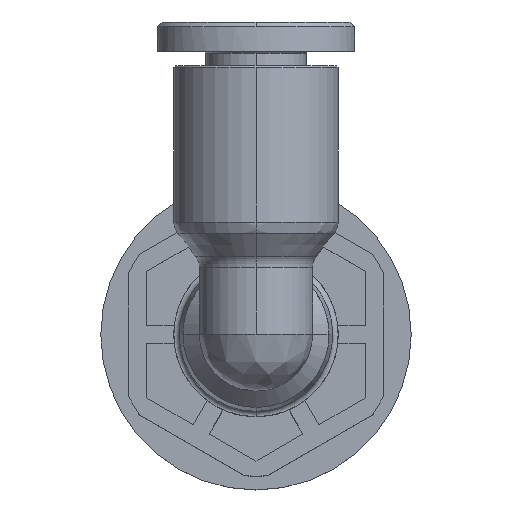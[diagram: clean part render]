
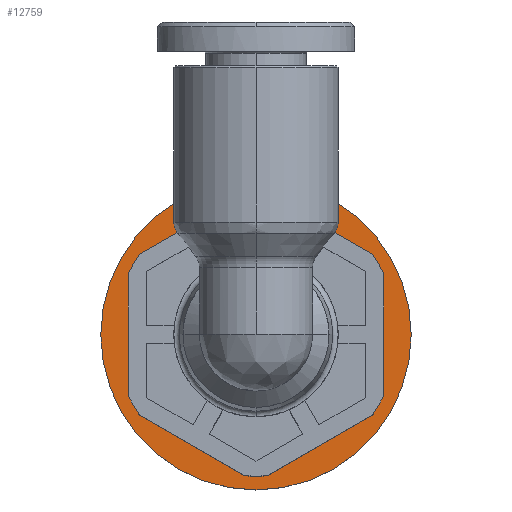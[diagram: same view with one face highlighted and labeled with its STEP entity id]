
A CAD part, top view. The second image highlights one B-rep face of the part: STEP entity #12759.
In plain terms, the highlighted planar face has unit normal (0, 0, 1).
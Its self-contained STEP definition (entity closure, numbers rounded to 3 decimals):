
#63 = ORIENTED_EDGE ( 'NONE', *, *, #18738, .F. ) ;
#367 = CARTESIAN_POINT ( 'NONE',  ( -3.326, -7., 3.3 ) ) ;
#387 = EDGE_CURVE ( 'NONE', #15248, #9643, #1668, .T. ) ;
#888 = AXIS2_PLACEMENT_3D ( 'NONE', #27717, #13245, #25384 ) ;
#1668 = LINE ( 'NONE', #27195, #2425 ) ;
#1734 = CARTESIAN_POINT ( 'NONE',  ( 4.399, 6.38, 3.3 ) ) ;
#2295 = CARTESIAN_POINT ( 'NONE',  ( 7.725, -0.62, 3.3 ) ) ;
#2399 = VERTEX_POINT ( 'NONE', #4779 ) ;
#2425 = VECTOR ( 'NONE', #19879, 1000. ) ;
#2844 = AXIS2_PLACEMENT_3D ( 'NONE', #10154, #14650, #7644 ) ;
#2919 = DIRECTION ( 'NONE',  ( 0., 0., -1. ) ) ;
#3092 = ORIENTED_EDGE ( 'NONE', *, *, #18882, .F. ) ;
#3630 = CARTESIAN_POINT ( 'NONE',  ( 0., 0., 3.3 ) ) ;
#3650 = LINE ( 'NONE', #4175, #28548 ) ;
#3829 = ORIENTED_EDGE ( 'NONE', *, *, #16227, .T. ) ;
#3880 = VERTEX_POINT ( 'NONE', #11033 ) ;
#4167 = DIRECTION ( 'NONE',  ( 0., 0., 1. ) ) ;
#4175 = CARTESIAN_POINT ( 'NONE',  ( -8.25, -7., 3.3 ) ) ;
#4779 = CARTESIAN_POINT ( 'NONE',  ( -8.5, 0., 3.3 ) ) ;
#4871 = AXIS2_PLACEMENT_3D ( 'NONE', #3630, #24781, #7956 ) ;
#5187 = ORIENTED_EDGE ( 'NONE', *, *, #12339, .T. ) ;
#5243 = CARTESIAN_POINT ( 'NONE',  ( 0., 0., 3.3 ) ) ;
#5759 = AXIS2_PLACEMENT_3D ( 'NONE', #27582, #17945, #8734 ) ;
#5888 = CARTESIAN_POINT ( 'NONE',  ( 3.326, -7., 3.3 ) ) ;
#6038 = AXIS2_PLACEMENT_3D ( 'NONE', #5243, #2919, #19514 ) ;
#6531 = ORIENTED_EDGE ( 'NONE', *, *, #21203, .F. ) ;
#6804 = CIRCLE ( 'NONE', #19427, 7.75 ) ;
#6814 = VECTOR ( 'NONE', #12285, 1000. ) ;
#6913 = CARTESIAN_POINT ( 'NONE',  ( -7.725, 0.62, 3.3 ) ) ;
#7032 = CARTESIAN_POINT ( 'NONE',  ( 3.326, 7., 3.3 ) ) ;
#7644 = DIRECTION ( 'NONE',  ( 0., -1., 0. ) ) ;
#7956 = DIRECTION ( 'NONE',  ( 0., -1., 0. ) ) ;
#8176 = VERTEX_POINT ( 'NONE', #18387 ) ;
#8534 = CARTESIAN_POINT ( 'NONE',  ( -8.25, 7., 3.3 ) ) ;
#8554 = LINE ( 'NONE', #20880, #24367 ) ;
#8558 = ORIENTED_EDGE ( 'NONE', *, *, #20004, .T. ) ;
#8586 = AXIS2_PLACEMENT_3D ( 'NONE', #25756, #4167, #20984 ) ;
#8734 = DIRECTION ( 'NONE',  ( 1., 0., 0. ) ) ;
#8924 = EDGE_CURVE ( 'NONE', #15248, #11824, #18136, .T. ) ;
#9643 = VERTEX_POINT ( 'NONE', #20951 ) ;
#10154 = CARTESIAN_POINT ( 'NONE',  ( 0., 0., 3.3 ) ) ;
#10302 = CARTESIAN_POINT ( 'NONE',  ( -7.725, 0.62, 3.3 ) ) ;
#10337 = EDGE_CURVE ( 'NONE', #21754, #9643, #6804, .T. ) ;
#10640 = CARTESIAN_POINT ( 'NONE',  ( -8.25, 0., 3.3 ) ) ;
#10909 = DIRECTION ( 'NONE',  ( 0., 0., 1. ) ) ;
#11033 = CARTESIAN_POINT ( 'NONE',  ( -4.399, -6.38, 3.3 ) ) ;
#11195 = CIRCLE ( 'NONE', #8586, 7.75 ) ;
#11265 = AXIS2_PLACEMENT_3D ( 'NONE', #10640, #29959, #30170 ) ;
#11334 = AXIS2_PLACEMENT_3D ( 'NONE', #26378, #17051, #24171 ) ;
#11364 = ORIENTED_EDGE ( 'NONE', *, *, #23200, .F. ) ;
#11699 = CARTESIAN_POINT ( 'NONE',  ( 4.399, 6.38, 3.3 ) ) ;
#11824 = VERTEX_POINT ( 'NONE', #14145 ) ;
#12163 = CARTESIAN_POINT ( 'NONE',  ( -4.399, 6.38, 3.3 ) ) ;
#12285 = DIRECTION ( 'NONE',  ( 0.5, 0.866, 0. ) ) ;
#12339 = EDGE_CURVE ( 'NONE', #26926, #11824, #22739, .T. ) ;
#12759 = ADVANCED_FACE ( 'NONE', ( #25367, #27261 ), #25073, .T. ) ;
#12817 = ORIENTED_EDGE ( 'NONE', *, *, #10337, .F. ) ;
#13245 = DIRECTION ( 'NONE',  ( 0., 0., 1. ) ) ;
#13254 = EDGE_LOOP ( 'NONE', ( #12817, #17540, #63, #3829, #3092, #19237, #6531, #8558, #11364, #5187, #20278, #29713 ) ) ;
#14145 = CARTESIAN_POINT ( 'NONE',  ( 7.725, 0.62, 3.3 ) ) ;
#14650 = DIRECTION ( 'NONE',  ( 0., 0., 1. ) ) ;
#14742 = EDGE_CURVE ( 'NONE', #23645, #29948, #17644, .T. ) ;
#15248 = VERTEX_POINT ( 'NONE', #2295 ) ;
#15309 = CARTESIAN_POINT ( 'NONE',  ( 0., 0., 3.3 ) ) ;
#15508 = VERTEX_POINT ( 'NONE', #22887 ) ;
#16057 = EDGE_CURVE ( 'NONE', #21754, #17368, #3650, .T. ) ;
#16227 = EDGE_CURVE ( 'NONE', #3880, #15508, #8554, .T. ) ;
#16724 = CIRCLE ( 'NONE', #6038, 8.5 ) ;
#16808 = EDGE_CURVE ( 'NONE', #2399, #23312, #16724, .T. ) ;
#17048 = VECTOR ( 'NONE', #21378, 1000. ) ;
#17051 = DIRECTION ( 'NONE',  ( 0., 0., 1. ) ) ;
#17368 = VERTEX_POINT ( 'NONE', #367 ) ;
#17535 = EDGE_LOOP ( 'NONE', ( #19980, #27011 ) ) ;
#17540 = ORIENTED_EDGE ( 'NONE', *, *, #16057, .T. ) ;
#17644 = LINE ( 'NONE', #10302, #6814 ) ;
#17717 = DIRECTION ( 'NONE',  ( 0., -1., 0. ) ) ;
#17751 = CIRCLE ( 'NONE', #4871, 7.75 ) ;
#17903 = CIRCLE ( 'NONE', #5759, 8.5 ) ;
#17945 = DIRECTION ( 'NONE',  ( 0., 0., -1. ) ) ;
#18136 = CIRCLE ( 'NONE', #888, 7.75 ) ;
#18387 = CARTESIAN_POINT ( 'NONE',  ( -3.326, 7., 3.3 ) ) ;
#18738 = EDGE_CURVE ( 'NONE', #3880, #17368, #23846, .T. ) ;
#18882 = EDGE_CURVE ( 'NONE', #23645, #15508, #17751, .T. ) ;
#19237 = ORIENTED_EDGE ( 'NONE', *, *, #14742, .T. ) ;
#19427 = AXIS2_PLACEMENT_3D ( 'NONE', #15309, #10909, #17717 ) ;
#19514 = DIRECTION ( 'NONE',  ( 1., 0., 0. ) ) ;
#19879 = DIRECTION ( 'NONE',  ( -0.5, -0.866, 0. ) ) ;
#19980 = ORIENTED_EDGE ( 'NONE', *, *, #21787, .F. ) ;
#20004 = EDGE_CURVE ( 'NONE', #8176, #20280, #28295, .T. ) ;
#20278 = ORIENTED_EDGE ( 'NONE', *, *, #8924, .F. ) ;
#20280 = VERTEX_POINT ( 'NONE', #7032 ) ;
#20880 = CARTESIAN_POINT ( 'NONE',  ( -4.399, -6.38, 3.3 ) ) ;
#20951 = CARTESIAN_POINT ( 'NONE',  ( 4.399, -6.38, 3.3 ) ) ;
#20984 = DIRECTION ( 'NONE',  ( 0., -1., 0. ) ) ;
#20993 = DIRECTION ( 'NONE',  ( -1., 0., 0. ) ) ;
#21203 = EDGE_CURVE ( 'NONE', #8176, #29948, #11195, .T. ) ;
#21378 = DIRECTION ( 'NONE',  ( 0.5, -0.866, 0. ) ) ;
#21754 = VERTEX_POINT ( 'NONE', #5888 ) ;
#21787 = EDGE_CURVE ( 'NONE', #23312, #2399, #17903, .T. ) ;
#22739 = LINE ( 'NONE', #1734, #17048 ) ;
#22887 = CARTESIAN_POINT ( 'NONE',  ( -7.725, -0.62, 3.3 ) ) ;
#23200 = EDGE_CURVE ( 'NONE', #26926, #20280, #26312, .T. ) ;
#23312 = VERTEX_POINT ( 'NONE', #29357 ) ;
#23645 = VERTEX_POINT ( 'NONE', #6913 ) ;
#23657 = DIRECTION ( 'NONE',  ( -0.5, 0.866, 0. ) ) ;
#23846 = CIRCLE ( 'NONE', #2844, 7.75 ) ;
#24171 = DIRECTION ( 'NONE',  ( 0., -1., 0. ) ) ;
#24367 = VECTOR ( 'NONE', #23657, 1000. ) ;
#24781 = DIRECTION ( 'NONE',  ( 0., 0., 1. ) ) ;
#25073 = PLANE ( 'NONE',  #11265 ) ;
#25367 = FACE_BOUND ( 'NONE', #13254, .T. ) ;
#25384 = DIRECTION ( 'NONE',  ( 0., -1., 0. ) ) ;
#25756 = CARTESIAN_POINT ( 'NONE',  ( 0., 0., 3.3 ) ) ;
#26312 = CIRCLE ( 'NONE', #11334, 7.75 ) ;
#26378 = CARTESIAN_POINT ( 'NONE',  ( 0., 0., 3.3 ) ) ;
#26926 = VERTEX_POINT ( 'NONE', #11699 ) ;
#27011 = ORIENTED_EDGE ( 'NONE', *, *, #16808, .F. ) ;
#27195 = CARTESIAN_POINT ( 'NONE',  ( 7.725, -0.62, 3.3 ) ) ;
#27261 = FACE_OUTER_BOUND ( 'NONE', #17535, .T. ) ;
#27522 = VECTOR ( 'NONE', #27890, 1000. ) ;
#27582 = CARTESIAN_POINT ( 'NONE',  ( 0., 0., 3.3 ) ) ;
#27717 = CARTESIAN_POINT ( 'NONE',  ( 0., 0., 3.3 ) ) ;
#27890 = DIRECTION ( 'NONE',  ( 1., 0., 0. ) ) ;
#28295 = LINE ( 'NONE', #8534, #27522 ) ;
#28548 = VECTOR ( 'NONE', #20993, 1000. ) ;
#29357 = CARTESIAN_POINT ( 'NONE',  ( 8.5, 0., 3.3 ) ) ;
#29713 = ORIENTED_EDGE ( 'NONE', *, *, #387, .T. ) ;
#29948 = VERTEX_POINT ( 'NONE', #12163 ) ;
#29959 = DIRECTION ( 'NONE',  ( 0., 0., 1. ) ) ;
#30170 = DIRECTION ( 'NONE',  ( 1., 0., 0. ) ) ;
